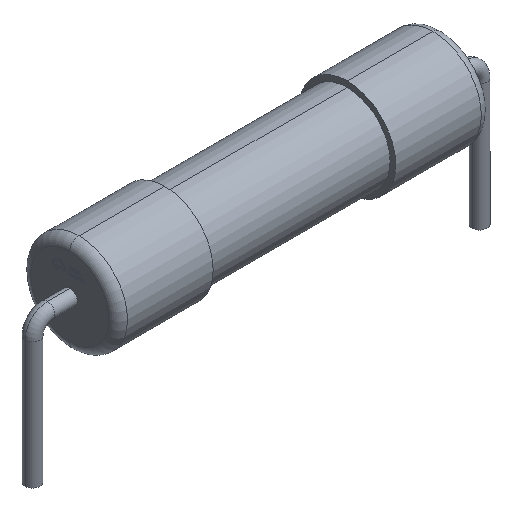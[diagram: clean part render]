
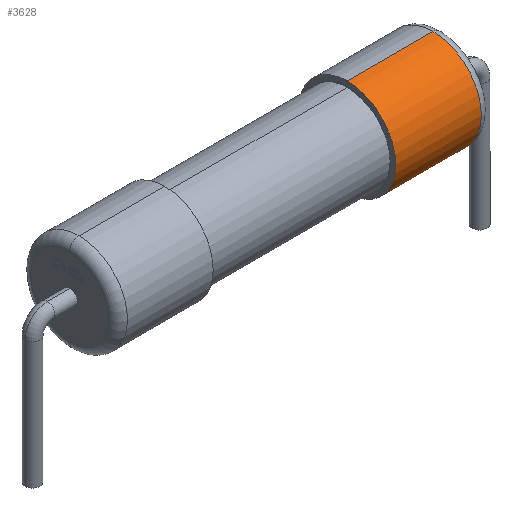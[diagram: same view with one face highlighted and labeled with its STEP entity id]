
A CAD part, isometric view. The second image highlights one B-rep face of the part: STEP entity #3628.
In plain terms, the highlighted cylindrical face has radius 2.6 mm (diameter 5.2 mm), a partial arc.
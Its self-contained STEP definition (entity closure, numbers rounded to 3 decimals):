
#176 = VECTOR ( 'NONE', #8827, 1000. ) ;
#220 = VERTEX_POINT ( 'NONE', #10771 ) ;
#1860 = CARTESIAN_POINT ( 'NONE',  ( 9.5, 0., 2.6 ) ) ;
#2690 = DIRECTION ( 'NONE',  ( -1., 0., 0. ) ) ;
#3628 = ADVANCED_FACE ( 'NONE', ( #5925 ), #5615, .T. ) ;
#3894 = CARTESIAN_POINT ( 'NONE',  ( 9.5, 0., 0. ) ) ;
#4507 = DIRECTION ( 'NONE',  ( -1., 0., 0. ) ) ;
#4780 = DIRECTION ( 'NONE',  ( -1., 0., 0. ) ) ;
#4806 = DIRECTION ( 'NONE',  ( 0., 0., 1. ) ) ;
#4981 = EDGE_CURVE ( 'NONE', #13352, #220, #7701, .T. ) ;
#5163 = VERTEX_POINT ( 'NONE', #7914 ) ;
#5228 = VERTEX_POINT ( 'NONE', #6748 ) ;
#5615 = CYLINDRICAL_SURFACE ( 'NONE', #13264, 2.6 ) ;
#5705 = CARTESIAN_POINT ( 'NONE',  ( -10., 0., 2.6 ) ) ;
#5925 = FACE_OUTER_BOUND ( 'NONE', #6004, .T. ) ;
#6004 = EDGE_LOOP ( 'NONE', ( #7763, #13569, #14615, #8800 ) ) ;
#6187 = CIRCLE ( 'NONE', #8070, 2.6 ) ;
#6748 = CARTESIAN_POINT ( 'NONE',  ( 9.5, 0., -2.6 ) ) ;
#7239 = VECTOR ( 'NONE', #7564, 1000. ) ;
#7564 = DIRECTION ( 'NONE',  ( -1., 0., 0. ) ) ;
#7701 = LINE ( 'NONE', #5705, #176 ) ;
#7763 = ORIENTED_EDGE ( 'NONE', *, *, #13754, .F. ) ;
#7914 = CARTESIAN_POINT ( 'NONE',  ( 4.9, 0., -2.6 ) ) ;
#8029 = LINE ( 'NONE', #10678, #7239 ) ;
#8070 = AXIS2_PLACEMENT_3D ( 'NONE', #3894, #2690, #12776 ) ;
#8489 = CARTESIAN_POINT ( 'NONE',  ( 4.9, 0., 0. ) ) ;
#8800 = ORIENTED_EDGE ( 'NONE', *, *, #9135, .F. ) ;
#8827 = DIRECTION ( 'NONE',  ( -1., 0., 0. ) ) ;
#9135 = EDGE_CURVE ( 'NONE', #5163, #220, #9444, .T. ) ;
#9444 = CIRCLE ( 'NONE', #14618, 2.6 ) ;
#9664 = EDGE_CURVE ( 'NONE', #5228, #13352, #6187, .T. ) ;
#10678 = CARTESIAN_POINT ( 'NONE',  ( -10., 0., -2.6 ) ) ;
#10771 = CARTESIAN_POINT ( 'NONE',  ( 4.9, 0., 2.6 ) ) ;
#12776 = DIRECTION ( 'NONE',  ( 0., 0., 1. ) ) ;
#13264 = AXIS2_PLACEMENT_3D ( 'NONE', #13742, #4507, #4806 ) ;
#13352 = VERTEX_POINT ( 'NONE', #1860 ) ;
#13569 = ORIENTED_EDGE ( 'NONE', *, *, #9664, .T. ) ;
#13742 = CARTESIAN_POINT ( 'NONE',  ( -10., 0., 0. ) ) ;
#13754 = EDGE_CURVE ( 'NONE', #5228, #5163, #8029, .T. ) ;
#13792 = DIRECTION ( 'NONE',  ( 0., 0., 1. ) ) ;
#14615 = ORIENTED_EDGE ( 'NONE', *, *, #4981, .T. ) ;
#14618 = AXIS2_PLACEMENT_3D ( 'NONE', #8489, #4780, #13792 ) ;
